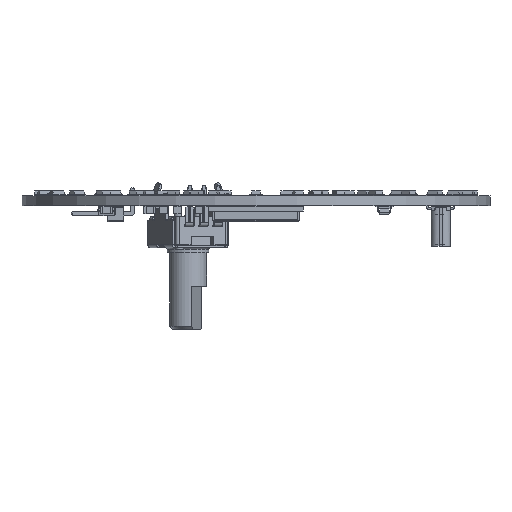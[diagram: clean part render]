
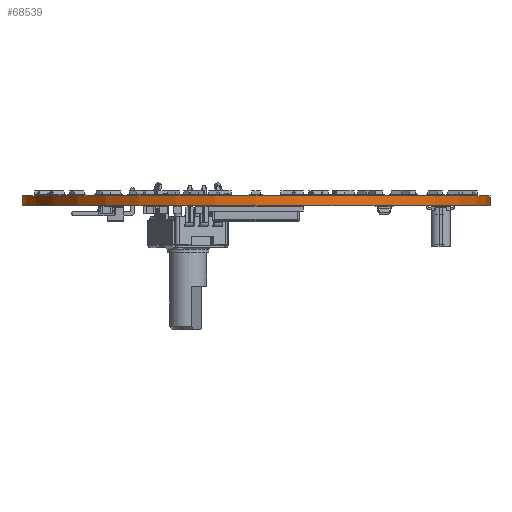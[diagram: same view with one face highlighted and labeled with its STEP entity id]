
A CAD part, left-side view. The second image highlights one B-rep face of the part: STEP entity #68539.
In plain terms, the highlighted cylindrical face has radius 38 mm (diameter 76 mm), a full revolution.
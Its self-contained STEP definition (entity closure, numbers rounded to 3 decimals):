
#68539 = ADVANCED_FACE('',(#68540),#68567,.T.);
#68540 = FACE_BOUND('',#68541,.F.);
#68541 = EDGE_LOOP('',(#68542,#68552,#68559,#68560));
#68542 = ORIENTED_EDGE('',*,*,#68543,.T.);
#68543 = EDGE_CURVE('',#68544,#68546,#68548,.T.);
#68544 = VERTEX_POINT('',#68545);
#68545 = CARTESIAN_POINT('',(38.,0.,0.));
#68546 = VERTEX_POINT('',#68547);
#68547 = CARTESIAN_POINT('',(38.,0.,1.6));
#68548 = LINE('',#68549,#68550);
#68549 = CARTESIAN_POINT('',(38.,0.,0.));
#68550 = VECTOR('',#68551,1.);
#68551 = DIRECTION('',(0.,0.,1.));
#68552 = ORIENTED_EDGE('',*,*,#68553,.T.);
#68553 = EDGE_CURVE('',#68546,#68546,#68554,.T.);
#68554 = CIRCLE('',#68555,38.);
#68555 = AXIS2_PLACEMENT_3D('',#68556,#68557,#68558);
#68556 = CARTESIAN_POINT('',(0.,0.,1.6));
#68557 = DIRECTION('',(0.,0.,1.));
#68558 = DIRECTION('',(1.,0.,-0.));
#68559 = ORIENTED_EDGE('',*,*,#68543,.F.);
#68560 = ORIENTED_EDGE('',*,*,#68561,.F.);
#68561 = EDGE_CURVE('',#68544,#68544,#68562,.T.);
#68562 = CIRCLE('',#68563,38.);
#68563 = AXIS2_PLACEMENT_3D('',#68564,#68565,#68566);
#68564 = CARTESIAN_POINT('',(0.,-0.,0.));
#68565 = DIRECTION('',(0.,0.,1.));
#68566 = DIRECTION('',(1.,0.,-0.));
#68567 = CYLINDRICAL_SURFACE('',#68568,38.);
#68568 = AXIS2_PLACEMENT_3D('',#68569,#68570,#68571);
#68569 = CARTESIAN_POINT('',(0.,-0.,0.));
#68570 = DIRECTION('',(-0.,-0.,-1.));
#68571 = DIRECTION('',(1.,0.,-0.));
